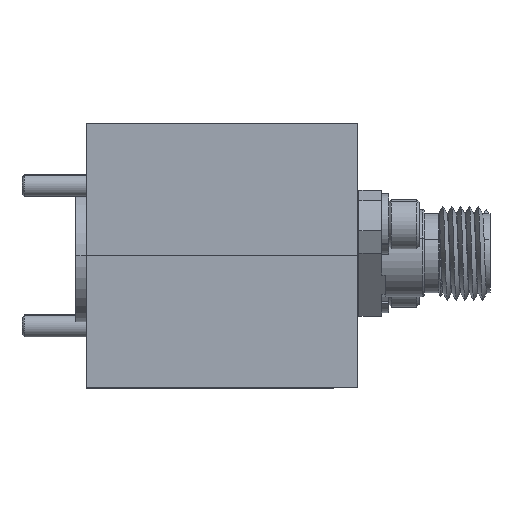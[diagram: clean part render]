
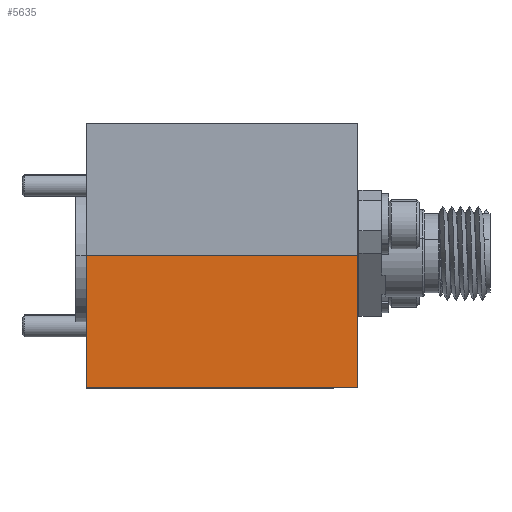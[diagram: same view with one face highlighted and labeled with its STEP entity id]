
A CAD part, top view. The second image highlights one B-rep face of the part: STEP entity #5635.
In plain terms, the highlighted planar face has unit normal (0, 0, 1).
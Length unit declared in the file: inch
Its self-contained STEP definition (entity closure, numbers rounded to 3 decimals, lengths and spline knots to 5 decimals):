
#98 = CARTESIAN_POINT ( 'NONE',  ( 0.4, 0., 0.8 ) ) ;
#898 = CARTESIAN_POINT ( 'NONE',  ( 0.4, 0.375, 0.8 ) ) ;
#984 = CARTESIAN_POINT ( 'NONE',  ( -0.37, 0.375, 0.8 ) ) ;
#1284 = CARTESIAN_POINT ( 'NONE',  ( -0.37, 0.375, 0.8 ) ) ;
#3095 = EDGE_CURVE ( 'NONE', #9924, #6026, #8387, .T. ) ;
#3139 = EDGE_CURVE ( 'NONE', #8885, #9029, #15748, .T. ) ;
#3675 = ORIENTED_EDGE ( 'NONE', *, *, #3139, .T. ) ;
#3805 = AXIS2_PLACEMENT_3D ( 'NONE', #5152, #14170, #15668 ) ;
#4359 = EDGE_CURVE ( 'NONE', #8885, #9924, #15714, .T. ) ;
#5152 = CARTESIAN_POINT ( 'NONE',  ( 0.4, 0.375, 0.8 ) ) ;
#5194 = VECTOR ( 'NONE', #17066, 39.37008 ) ;
#5383 = CARTESIAN_POINT ( 'NONE',  ( 0.4, 0., 0.8 ) ) ;
#5635 = ADVANCED_FACE ( 'NONE', ( #12652 ), #12499, .F. ) ;
#6026 = VERTEX_POINT ( 'NONE', #5383 ) ;
#6945 = ORIENTED_EDGE ( 'NONE', *, *, #8378, .T. ) ;
#7839 = ORIENTED_EDGE ( 'NONE', *, *, #4359, .F. ) ;
#7900 = VECTOR ( 'NONE', #9602, 39.37008 ) ;
#8378 = EDGE_CURVE ( 'NONE', #9029, #6026, #14637, .T. ) ;
#8387 = LINE ( 'NONE', #9720, #14360 ) ;
#8885 = VERTEX_POINT ( 'NONE', #1284 ) ;
#9029 = VERTEX_POINT ( 'NONE', #14993 ) ;
#9530 = DIRECTION ( 'NONE',  ( 0., -1., 0. ) ) ;
#9602 = DIRECTION ( 'NONE',  ( 1., 0., 0. ) ) ;
#9720 = CARTESIAN_POINT ( 'NONE',  ( 0.4, 0.375, 0.8 ) ) ;
#9924 = VERTEX_POINT ( 'NONE', #898 ) ;
#11122 = CARTESIAN_POINT ( 'NONE',  ( 0.4, 0.375, 0.8 ) ) ;
#11590 = EDGE_LOOP ( 'NONE', ( #7839, #3675, #6945, #14823 ) ) ;
#12499 = PLANE ( 'NONE',  #3805 ) ;
#12652 = FACE_OUTER_BOUND ( 'NONE', #11590, .T. ) ;
#14170 = DIRECTION ( 'NONE',  ( 0., 0., -1. ) ) ;
#14360 = VECTOR ( 'NONE', #9530, 39.37008 ) ;
#14637 = LINE ( 'NONE', #98, #16706 ) ;
#14823 = ORIENTED_EDGE ( 'NONE', *, *, #3095, .F. ) ;
#14993 = CARTESIAN_POINT ( 'NONE',  ( -0.37, 0., 0.8 ) ) ;
#15668 = DIRECTION ( 'NONE',  ( -1., 0., 0. ) ) ;
#15714 = LINE ( 'NONE', #11122, #7900 ) ;
#15748 = LINE ( 'NONE', #984, #5194 ) ;
#16706 = VECTOR ( 'NONE', #17594, 39.37008 ) ;
#17066 = DIRECTION ( 'NONE',  ( 0., -1., 0. ) ) ;
#17594 = DIRECTION ( 'NONE',  ( 1., 0., 0. ) ) ;
